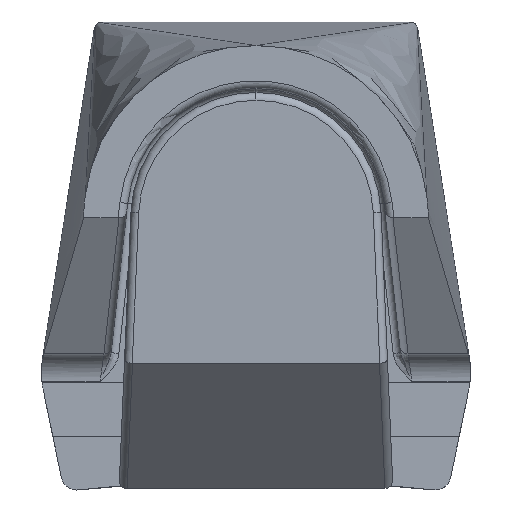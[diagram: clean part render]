
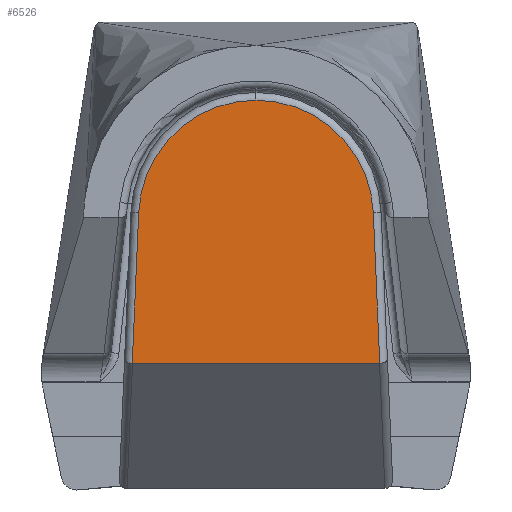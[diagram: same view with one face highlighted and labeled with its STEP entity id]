
A CAD part, front view. The second image highlights one B-rep face of the part: STEP entity #6526.
In plain terms, the highlighted planar face has unit normal (0, -1, 0).
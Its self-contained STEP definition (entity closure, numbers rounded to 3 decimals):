
#82 = VERTEX_POINT ( 'NONE', #2799 ) ;
#116 = CARTESIAN_POINT ( 'NONE',  ( 7.906, 0., -9.3 ) ) ;
#197 = DIRECTION ( 'NONE',  ( 0., 0., 1. ) ) ;
#279 = CARTESIAN_POINT ( 'NONE',  ( 0., 0., 0. ) ) ;
#324 = ORIENTED_EDGE ( 'NONE', *, *, #7183, .T. ) ;
#335 = CARTESIAN_POINT ( 'NONE',  ( -7.906, 0., -9.3 ) ) ;
#522 = CARTESIAN_POINT ( 'NONE',  ( 7.493, 0., 0.322 ) ) ;
#792 = AXIS2_PLACEMENT_3D ( 'NONE', #7454, #3810, #197 ) ;
#893 = DIRECTION ( 'NONE',  ( 0., 1., 0. ) ) ;
#986 = VERTEX_POINT ( 'NONE', #3728 ) ;
#1133 =( BOUNDED_CURVE ( )  B_SPLINE_CURVE ( 3, ( #2615, #3639, #2050, #4786 ),
 .UNSPECIFIED., .F., .T. ) 
 B_SPLINE_CURVE_WITH_KNOTS ( ( 4, 4 ),
 ( 6.253, 6.283 ),
 .UNSPECIFIED. ) 
 CURVE ( )  GEOMETRIC_REPRESENTATION_ITEM ( )  RATIONAL_B_SPLINE_CURVE ( ( 1., 1., 1., 1. ) ) 
 REPRESENTATION_ITEM ( '' )  );
#1155 = CARTESIAN_POINT ( 'NONE',  ( 0., 0., -9.3 ) ) ;
#1481 = PLANE ( 'NONE',  #4841 ) ;
#1697 = VECTOR ( 'NONE', #1877, 1000. ) ;
#1791 = VERTEX_POINT ( 'NONE', #5822 ) ;
#1877 = DIRECTION ( 'NONE',  ( 1., 0., 0. ) ) ;
#1896 = VECTOR ( 'NONE', #2204, 1000. ) ;
#1916 = DIRECTION ( 'NONE',  ( 0., 0., 1. ) ) ;
#2001 = ORIENTED_EDGE ( 'NONE', *, *, #5476, .T. ) ;
#2024 = EDGE_CURVE ( 'NONE', #4766, #1791, #2080, .T. ) ;
#2050 = CARTESIAN_POINT ( 'NONE',  ( 7.901, 0., -9.3 ) ) ;
#2080 = LINE ( 'NONE', #4624, #1896 ) ;
#2187 = CARTESIAN_POINT ( 'NONE',  ( -7.896, 0., -9.3 ) ) ;
#2204 = DIRECTION ( 'NONE',  ( -0.043, 0., -0.999 ) ) ;
#2355 = DIRECTION ( 'NONE',  ( -0.043, 0., 0.999 ) ) ;
#2386 = ORIENTED_EDGE ( 'NONE', *, *, #3336, .T. ) ;
#2409 = ORIENTED_EDGE ( 'NONE', *, *, #4374, .T. ) ;
#2615 = CARTESIAN_POINT ( 'NONE',  ( 7.891, 0., -9.3 ) ) ;
#2730 = CARTESIAN_POINT ( 'NONE',  ( -7.901, 0., -9.3 ) ) ;
#2737 = EDGE_CURVE ( 'NONE', #1791, #4749, #5675, .T. ) ;
#2799 = CARTESIAN_POINT ( 'NONE',  ( 7.891, 0., -9.3 ) ) ;
#2972 = DIRECTION ( 'NONE',  ( 0., -1., 0. ) ) ;
#3096 = EDGE_LOOP ( 'NONE', ( #6917, #6296, #2386, #2409, #324, #2001, #4109 ) ) ;
#3336 = EDGE_CURVE ( 'NONE', #4749, #82, #4901, .T. ) ;
#3639 = CARTESIAN_POINT ( 'NONE',  ( 7.896, 0., -9.3 ) ) ;
#3728 = CARTESIAN_POINT ( 'NONE',  ( 0., 0., 7.5 ) ) ;
#3810 = DIRECTION ( 'NONE',  ( 0., -1., 0. ) ) ;
#3871 = VERTEX_POINT ( 'NONE', #6356 ) ;
#3872 = FACE_OUTER_BOUND ( 'NONE', #3096, .T. ) ;
#4109 = ORIENTED_EDGE ( 'NONE', *, *, #6433, .T. ) ;
#4374 = EDGE_CURVE ( 'NONE', #82, #6755, #1133, .T. ) ;
#4624 = CARTESIAN_POINT ( 'NONE',  ( -7.493, 0., 0.322 ) ) ;
#4749 = VERTEX_POINT ( 'NONE', #6607 ) ;
#4766 = VERTEX_POINT ( 'NONE', #6695 ) ;
#4786 = CARTESIAN_POINT ( 'NONE',  ( 7.906, 0., -9.3 ) ) ;
#4841 = AXIS2_PLACEMENT_3D ( 'NONE', #279, #893, #5134 ) ;
#4901 = LINE ( 'NONE', #1155, #1697 ) ;
#4965 = CIRCLE ( 'NONE', #792, 7.5 ) ;
#5134 = DIRECTION ( 'NONE',  ( 0., 0., 1. ) ) ;
#5476 = EDGE_CURVE ( 'NONE', #3871, #986, #7537, .T. ) ;
#5607 = VECTOR ( 'NONE', #2355, 1000. ) ;
#5675 =( BOUNDED_CURVE ( )  B_SPLINE_CURVE ( 3, ( #335, #2730, #2187, #7591 ),
 .UNSPECIFIED., .F., .F. ) 
 B_SPLINE_CURVE_WITH_KNOTS ( ( 4, 4 ),
 ( 3.142, 3.172 ),
 .UNSPECIFIED. ) 
 CURVE ( )  GEOMETRIC_REPRESENTATION_ITEM ( )  RATIONAL_B_SPLINE_CURVE ( ( 1., 1., 1., 1. ) ) 
 REPRESENTATION_ITEM ( '' )  );
#5822 = CARTESIAN_POINT ( 'NONE',  ( -7.906, 0., -9.3 ) ) ;
#6007 = CARTESIAN_POINT ( 'NONE',  ( 0., 0., 0. ) ) ;
#6296 = ORIENTED_EDGE ( 'NONE', *, *, #2737, .T. ) ;
#6356 = CARTESIAN_POINT ( 'NONE',  ( 7.493, 0., 0.322 ) ) ;
#6376 = AXIS2_PLACEMENT_3D ( 'NONE', #6007, #2972, #1916 ) ;
#6433 = EDGE_CURVE ( 'NONE', #986, #4766, #4965, .T. ) ;
#6526 = ADVANCED_FACE ( 'NONE', ( #3872 ), #1481, .F. ) ;
#6607 = CARTESIAN_POINT ( 'NONE',  ( -7.891, 0., -9.3 ) ) ;
#6695 = CARTESIAN_POINT ( 'NONE',  ( -7.493, 0., 0.322 ) ) ;
#6755 = VERTEX_POINT ( 'NONE', #116 ) ;
#6917 = ORIENTED_EDGE ( 'NONE', *, *, #2024, .T. ) ;
#7183 = EDGE_CURVE ( 'NONE', #6755, #3871, #7406, .T. ) ;
#7406 = LINE ( 'NONE', #522, #5607 ) ;
#7454 = CARTESIAN_POINT ( 'NONE',  ( 0., 0., 0. ) ) ;
#7537 = CIRCLE ( 'NONE', #6376, 7.5 ) ;
#7591 = CARTESIAN_POINT ( 'NONE',  ( -7.891, 0., -9.3 ) ) ;
